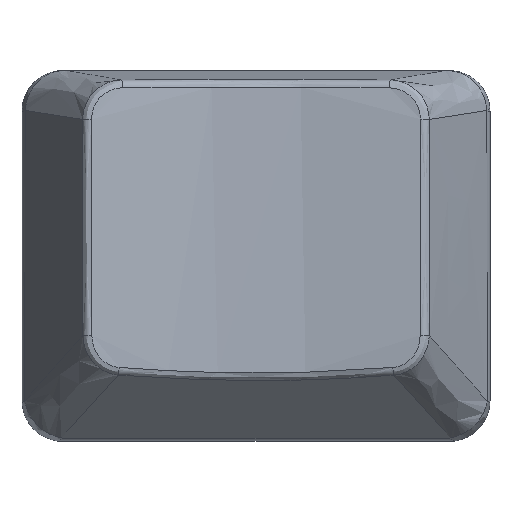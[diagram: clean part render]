
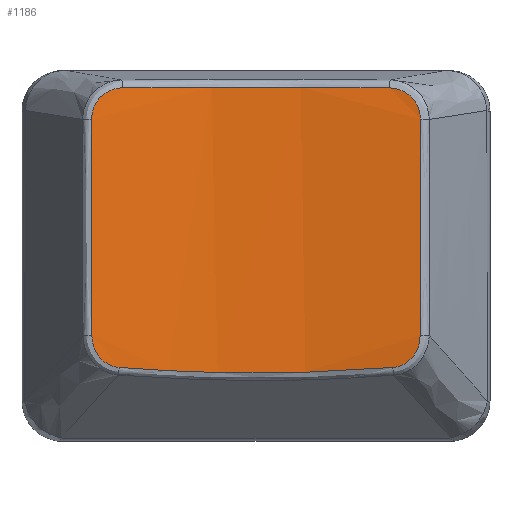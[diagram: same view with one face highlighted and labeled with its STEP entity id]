
A CAD part, top view. The second image highlights one B-rep face of the part: STEP entity #1186.
In plain terms, the highlighted free-form (B-spline) face has degree [1, 2] with [2, 3] control points.
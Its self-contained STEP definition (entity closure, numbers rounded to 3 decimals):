
#17=(
BOUNDED_SURFACE()
B_SPLINE_SURFACE(1,2,((#2445,#2446,#2447),(#2448,#2449,#2450)),
 .UNSPECIFIED.,.F.,.F.,.F.)
B_SPLINE_SURFACE_WITH_KNOTS((2,2),(3,3),(-0.205,0.131),
(-1.765,-1.377),.UNSPECIFIED.)
GEOMETRIC_REPRESENTATION_ITEM()
RATIONAL_B_SPLINE_SURFACE(((1.,0.981,1.),(1.,0.981,
1.)))
REPRESENTATION_ITEM('')
SURFACE()
);
#209=FACE_OUTER_BOUND('',#283,.T.);
#283=EDGE_LOOP('',(#902,#903,#904,#905,#906,#907,#908,#909));
#358=B_SPLINE_CURVE_WITH_KNOTS('',3,(#2152,#2153,#2154,#2155,#2156),
 .UNSPECIFIED.,.F.,.F.,(4,1,4),(0.,0.14,0.245),
 .UNSPECIFIED.);
#359=B_SPLINE_CURVE_WITH_KNOTS('',3,(#2178,#2179,#2180,#2181),
 .UNSPECIFIED.,.F.,.F.,(4,4),(-1.06,0.),.UNSPECIFIED.);
#360=B_SPLINE_CURVE_WITH_KNOTS('',3,(#2215,#2216,#2217,#2218,#2219,#2220),
 .UNSPECIFIED.,.F.,.F.,(4,1,1,4),(0.,0.098,
0.164,0.23),.UNSPECIFIED.);
#361=B_SPLINE_CURVE_WITH_KNOTS('',3,(#2243,#2244,#2245,#2246),
 .UNSPECIFIED.,.F.,.F.,(4,4),(0.,1.359),
 .UNSPECIFIED.);
#362=B_SPLINE_CURVE_WITH_KNOTS('',3,(#2274,#2275,#2276,#2277,#2278),
 .UNSPECIFIED.,.F.,.F.,(4,1,4),(0.,0.098,
0.23),.UNSPECIFIED.);
#363=B_SPLINE_CURVE_WITH_KNOTS('',3,(#2300,#2301,#2302,#2303),
 .UNSPECIFIED.,.F.,.F.,(4,4),(-1.06,0.),.UNSPECIFIED.);
#366=B_SPLINE_CURVE_WITH_KNOTS('',3,(#2343,#2344,#2345,#2346,#2347),
 .UNSPECIFIED.,.F.,.F.,(4,1,4),(0.,0.105,0.245),
 .UNSPECIFIED.);
#368=B_SPLINE_CURVE_WITH_KNOTS('',3,(#2372,#2373,#2374,#2375),
 .UNSPECIFIED.,.F.,.F.,(4,4),(0.,1.323),
 .UNSPECIFIED.);
#489=VERTEX_POINT('',#2142);
#491=VERTEX_POINT('',#2150);
#492=VERTEX_POINT('',#2177);
#493=VERTEX_POINT('',#2213);
#494=VERTEX_POINT('',#2241);
#495=VERTEX_POINT('',#2272);
#496=VERTEX_POINT('',#2299);
#498=VERTEX_POINT('',#2335);
#631=EDGE_CURVE('',#491,#489,#358,.T.);
#632=EDGE_CURVE('',#489,#492,#359,.T.);
#635=EDGE_CURVE('',#492,#493,#360,.T.);
#637=EDGE_CURVE('',#493,#494,#361,.T.);
#639=EDGE_CURVE('',#494,#495,#362,.T.);
#640=EDGE_CURVE('',#495,#496,#363,.T.);
#645=EDGE_CURVE('',#496,#498,#366,.T.);
#647=EDGE_CURVE('',#498,#491,#368,.T.);
#902=ORIENTED_EDGE('',*,*,#631,.F.);
#903=ORIENTED_EDGE('',*,*,#647,.F.);
#904=ORIENTED_EDGE('',*,*,#645,.F.);
#905=ORIENTED_EDGE('',*,*,#640,.F.);
#906=ORIENTED_EDGE('',*,*,#639,.F.);
#907=ORIENTED_EDGE('',*,*,#637,.F.);
#908=ORIENTED_EDGE('',*,*,#635,.F.);
#909=ORIENTED_EDGE('',*,*,#632,.F.);
#1186=ADVANCED_FACE('',(#209),#17,.T.);
#2142=CARTESIAN_POINT('',(8.053,6.688,6.149));
#2150=CARTESIAN_POINT('',(6.525,8.227,5.801));
#2152=CARTESIAN_POINT('Ctrl Pts',(6.525,8.227,5.801));
#2153=CARTESIAN_POINT('Ctrl Pts',(6.981,8.22,5.872));
#2154=CARTESIAN_POINT('Ctrl Pts',(7.773,7.853,6.032));
#2155=CARTESIAN_POINT('Ctrl Pts',(8.053,7.037,6.131));
#2156=CARTESIAN_POINT('Ctrl Pts',(8.053,6.688,6.149));
#2177=CARTESIAN_POINT('',(8.04,-3.898,6.702));
#2178=CARTESIAN_POINT('Ctrl Pts',(8.053,6.688,6.149));
#2179=CARTESIAN_POINT('Ctrl Pts',(8.048,3.159,6.333));
#2180=CARTESIAN_POINT('Ctrl Pts',(8.044,-0.369,6.518));
#2181=CARTESIAN_POINT('Ctrl Pts',(8.04,-3.898,6.702));
#2213=CARTESIAN_POINT('',(6.699,-5.472,6.546));
#2215=CARTESIAN_POINT('Ctrl Pts',(8.04,-3.898,6.702));
#2216=CARTESIAN_POINT('Ctrl Pts',(8.04,-4.226,6.719));
#2217=CARTESIAN_POINT('Ctrl Pts',(7.89,-4.778,6.718));
#2218=CARTESIAN_POINT('Ctrl Pts',(7.333,-5.323,6.644));
#2219=CARTESIAN_POINT('Ctrl Pts',(6.913,-5.455,6.58));
#2220=CARTESIAN_POINT('Ctrl Pts',(6.699,-5.472,6.546));
#2241=CARTESIAN_POINT('',(-6.699,-5.472,6.546));
#2243=CARTESIAN_POINT('Ctrl Pts',(6.699,-5.472,6.546));
#2244=CARTESIAN_POINT('Ctrl Pts',(2.278,-5.829,5.853));
#2245=CARTESIAN_POINT('Ctrl Pts',(-2.278,-5.829,5.853));
#2246=CARTESIAN_POINT('Ctrl Pts',(-6.699,-5.472,6.546));
#2272=CARTESIAN_POINT('',(-8.04,-3.898,6.702));
#2274=CARTESIAN_POINT('Ctrl Pts',(-6.699,-5.472,6.546));
#2275=CARTESIAN_POINT('Ctrl Pts',(-7.02,-5.446,6.596));
#2276=CARTESIAN_POINT('Ctrl Pts',(-7.749,-5.114,6.707));
#2277=CARTESIAN_POINT('Ctrl Pts',(-8.039,-4.335,6.724));
#2278=CARTESIAN_POINT('Ctrl Pts',(-8.04,-3.898,6.702));
#2299=CARTESIAN_POINT('',(-8.053,6.688,6.149));
#2300=CARTESIAN_POINT('Ctrl Pts',(-8.04,-3.898,6.702));
#2301=CARTESIAN_POINT('Ctrl Pts',(-8.044,-0.369,6.518));
#2302=CARTESIAN_POINT('Ctrl Pts',(-8.048,3.159,6.333));
#2303=CARTESIAN_POINT('Ctrl Pts',(-8.053,6.688,6.149));
#2335=CARTESIAN_POINT('',(-6.525,8.227,5.801));
#2343=CARTESIAN_POINT('Ctrl Pts',(-8.053,6.688,6.149));
#2344=CARTESIAN_POINT('Ctrl Pts',(-8.053,7.037,6.131));
#2345=CARTESIAN_POINT('Ctrl Pts',(-7.773,7.853,6.032));
#2346=CARTESIAN_POINT('Ctrl Pts',(-6.981,8.22,5.872));
#2347=CARTESIAN_POINT('Ctrl Pts',(-6.525,8.227,5.801));
#2372=CARTESIAN_POINT('Ctrl Pts',(-6.525,8.227,5.801));
#2373=CARTESIAN_POINT('Ctrl Pts',(-2.211,8.287,5.122));
#2374=CARTESIAN_POINT('Ctrl Pts',(2.211,8.287,5.122));
#2375=CARTESIAN_POINT('Ctrl Pts',(6.525,8.227,5.801));
#2445=CARTESIAN_POINT('Ctrl Pts',(8.053,-5.716,6.8));
#2446=CARTESIAN_POINT('Ctrl Pts',(0.,-5.798,
5.237));
#2447=CARTESIAN_POINT('Ctrl Pts',(-8.053,-5.716,6.8));
#2448=CARTESIAN_POINT('Ctrl Pts',(8.053,8.336,6.063));
#2449=CARTESIAN_POINT('Ctrl Pts',(0.,8.254,
4.5));
#2450=CARTESIAN_POINT('Ctrl Pts',(-8.053,8.336,6.063));
